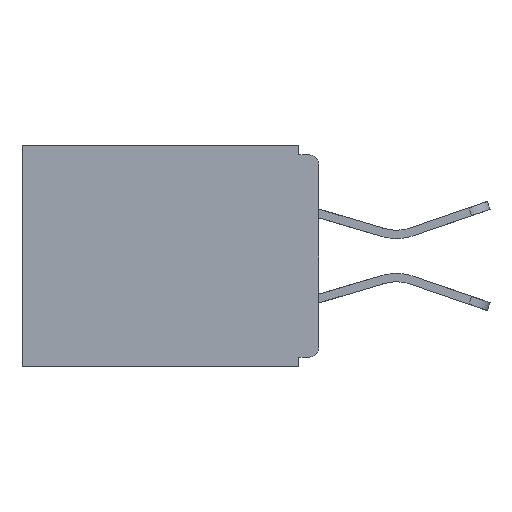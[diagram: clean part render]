
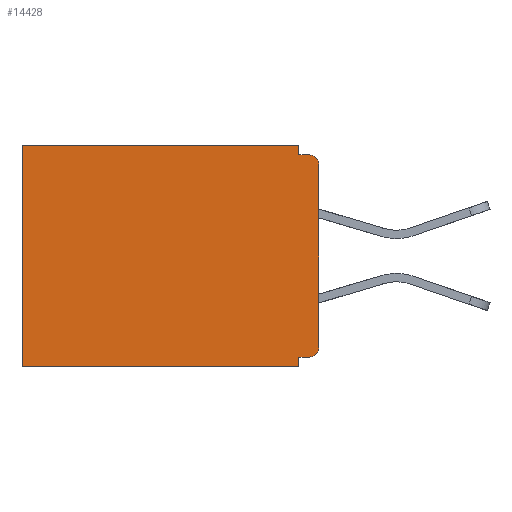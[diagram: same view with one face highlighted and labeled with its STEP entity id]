
A CAD part, left-side view. The second image highlights one B-rep face of the part: STEP entity #14428.
In plain terms, the highlighted planar face has unit normal (-1, 0, 0).
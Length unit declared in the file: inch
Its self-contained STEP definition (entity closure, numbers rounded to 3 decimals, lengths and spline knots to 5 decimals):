
#24 = EDGE_CURVE ( 'NONE', #3586, #12678, #16017, .T. ) ;
#79 = VECTOR ( 'NONE', #20544, 39.37008 ) ;
#630 = EDGE_CURVE ( 'NONE', #14760, #3520, #19075, .T. ) ;
#733 = DIRECTION ( 'NONE',  ( -1., 0., 0. ) ) ;
#959 = CARTESIAN_POINT ( 'NONE',  ( 0.298, 0.015, -0.313 ) ) ;
#1008 = DIRECTION ( 'NONE',  ( 0., 0., -1. ) ) ;
#1034 = ORIENTED_EDGE ( 'NONE', *, *, #6338, .F. ) ;
#1161 = CARTESIAN_POINT ( 'NONE',  ( 0.298, 0.031, -0.015 ) ) ;
#1183 = CARTESIAN_POINT ( 'NONE',  ( 0.298, 0.031, -0.343 ) ) ;
#1686 = ORIENTED_EDGE ( 'NONE', *, *, #8562, .F. ) ;
#1716 = VERTEX_POINT ( 'NONE', #17341 ) ;
#2525 = VECTOR ( 'NONE', #11247, 39.37008 ) ;
#3162 = VECTOR ( 'NONE', #13125, 39.37008 ) ;
#3306 = LINE ( 'NONE', #12475, #5867 ) ;
#3407 = CARTESIAN_POINT ( 'NONE',  ( 0.298, 0.46, -0.343 ) ) ;
#3520 = VERTEX_POINT ( 'NONE', #7583 ) ;
#3586 = VERTEX_POINT ( 'NONE', #6045 ) ;
#3649 = CARTESIAN_POINT ( 'NONE',  ( 0.298, 0., 0. ) ) ;
#3675 = CARTESIAN_POINT ( 'NONE',  ( 0.298, 0.031, -0.343 ) ) ;
#3964 = DIRECTION ( 'NONE',  ( 0., 1., 0. ) ) ;
#4308 = EDGE_CURVE ( 'NONE', #3586, #1716, #16259, .T. ) ;
#4359 = LINE ( 'NONE', #1183, #79 ) ;
#4411 = DIRECTION ( 'NONE',  ( -1., 0., 0. ) ) ;
#4452 = EDGE_CURVE ( 'NONE', #14335, #1716, #8715, .T. ) ;
#4611 = CARTESIAN_POINT ( 'NONE',  ( 0.298, 0.031, 0. ) ) ;
#4820 = ORIENTED_EDGE ( 'NONE', *, *, #24, .T. ) ;
#5278 = EDGE_LOOP ( 'NONE', ( #4820, #6668, #1034, #19266, #9925, #13151, #1686, #7372, #15220, #12760 ) ) ;
#5432 = EDGE_CURVE ( 'NONE', #11814, #10274, #15976, .T. ) ;
#5867 = VECTOR ( 'NONE', #10827, 39.37008 ) ;
#6045 = CARTESIAN_POINT ( 'NONE',  ( 0.298, 0., -0.03 ) ) ;
#6063 = CARTESIAN_POINT ( 'NONE',  ( 0.298, 0., -0.015 ) ) ;
#6338 = EDGE_CURVE ( 'NONE', #14760, #8276, #4359, .T. ) ;
#6668 = ORIENTED_EDGE ( 'NONE', *, *, #9586, .F. ) ;
#7372 = ORIENTED_EDGE ( 'NONE', *, *, #11519, .F. ) ;
#7397 = CARTESIAN_POINT ( 'NONE',  ( 0.298, 0.015, -0.328 ) ) ;
#7404 = DIRECTION ( 'NONE',  ( 1., 0., 0. ) ) ;
#7459 = VECTOR ( 'NONE', #13728, 39.37008 ) ;
#7583 = CARTESIAN_POINT ( 'NONE',  ( 0.298, 0.46, 0. ) ) ;
#8220 = AXIS2_PLACEMENT_3D ( 'NONE', #16677, #733, #19965 ) ;
#8276 = VERTEX_POINT ( 'NONE', #1161 ) ;
#8431 = CARTESIAN_POINT ( 'NONE',  ( 0.298, 0.031, -0.328 ) ) ;
#8562 = EDGE_CURVE ( 'NONE', #9965, #11814, #15174, .T. ) ;
#8715 = CIRCLE ( 'NONE', #10233, 0.015 ) ;
#9023 = PLANE ( 'NONE',  #11029 ) ;
#9586 = EDGE_CURVE ( 'NONE', #8276, #12678, #17726, .T. ) ;
#9826 = CARTESIAN_POINT ( 'NONE',  ( 0.298, 0.46, 0. ) ) ;
#9925 = ORIENTED_EDGE ( 'NONE', *, *, #12172, .T. ) ;
#9965 = VERTEX_POINT ( 'NONE', #8431 ) ;
#10233 = AXIS2_PLACEMENT_3D ( 'NONE', #959, #4411, #18711 ) ;
#10274 = VERTEX_POINT ( 'NONE', #3407 ) ;
#10462 = CARTESIAN_POINT ( 'NONE',  ( 0.298, 0.031, -0.343 ) ) ;
#10488 = CARTESIAN_POINT ( 'NONE',  ( 0.298, 0., 0. ) ) ;
#10827 = DIRECTION ( 'NONE',  ( 0., 1., 0. ) ) ;
#10947 = VECTOR ( 'NONE', #17511, 39.37008 ) ;
#11029 = AXIS2_PLACEMENT_3D ( 'NONE', #3649, #7404, #1008 ) ;
#11247 = DIRECTION ( 'NONE',  ( 0., 0., -1. ) ) ;
#11519 = EDGE_CURVE ( 'NONE', #14335, #9965, #3306, .T. ) ;
#11814 = VERTEX_POINT ( 'NONE', #10462 ) ;
#12172 = EDGE_CURVE ( 'NONE', #3520, #10274, #17392, .T. ) ;
#12475 = CARTESIAN_POINT ( 'NONE',  ( 0.298, 0., -0.328 ) ) ;
#12500 = VECTOR ( 'NONE', #3964, 39.37008 ) ;
#12678 = VERTEX_POINT ( 'NONE', #19115 ) ;
#12760 = ORIENTED_EDGE ( 'NONE', *, *, #4308, .F. ) ;
#13125 = DIRECTION ( 'NONE',  ( 0., 0., -1. ) ) ;
#13151 = ORIENTED_EDGE ( 'NONE', *, *, #5432, .F. ) ;
#13255 = CARTESIAN_POINT ( 'NONE',  ( 0.298, 0., 0. ) ) ;
#13570 = DIRECTION ( 'NONE',  ( 0., 0., -1. ) ) ;
#13728 = DIRECTION ( 'NONE',  ( 0., 1., 0. ) ) ;
#14335 = VERTEX_POINT ( 'NONE', #7397 ) ;
#14428 = ADVANCED_FACE ( 'NONE', ( #14506 ), #9023, .F. ) ;
#14506 = FACE_OUTER_BOUND ( 'NONE', #5278, .T. ) ;
#14760 = VERTEX_POINT ( 'NONE', #4611 ) ;
#15174 = LINE ( 'NONE', #3675, #18448 ) ;
#15220 = ORIENTED_EDGE ( 'NONE', *, *, #4452, .T. ) ;
#15291 = CARTESIAN_POINT ( 'NONE',  ( 0.298, 0., -0.343 ) ) ;
#15976 = LINE ( 'NONE', #15291, #12500 ) ;
#16017 = CIRCLE ( 'NONE', #8220, 0.015 ) ;
#16259 = LINE ( 'NONE', #13255, #3162 ) ;
#16677 = CARTESIAN_POINT ( 'NONE',  ( 0.298, 0.015, -0.03 ) ) ;
#17341 = CARTESIAN_POINT ( 'NONE',  ( 0.298, 0., -0.313 ) ) ;
#17392 = LINE ( 'NONE', #9826, #2525 ) ;
#17511 = DIRECTION ( 'NONE',  ( 0., -1., 0. ) ) ;
#17726 = LINE ( 'NONE', #6063, #10947 ) ;
#18448 = VECTOR ( 'NONE', #13570, 39.37008 ) ;
#18711 = DIRECTION ( 'NONE',  ( 0., 0., -1. ) ) ;
#19075 = LINE ( 'NONE', #10488, #7459 ) ;
#19115 = CARTESIAN_POINT ( 'NONE',  ( 0.298, 0.015, -0.015 ) ) ;
#19266 = ORIENTED_EDGE ( 'NONE', *, *, #630, .T. ) ;
#19965 = DIRECTION ( 'NONE',  ( 0., 0., -1. ) ) ;
#20544 = DIRECTION ( 'NONE',  ( 0., 0., -1. ) ) ;
